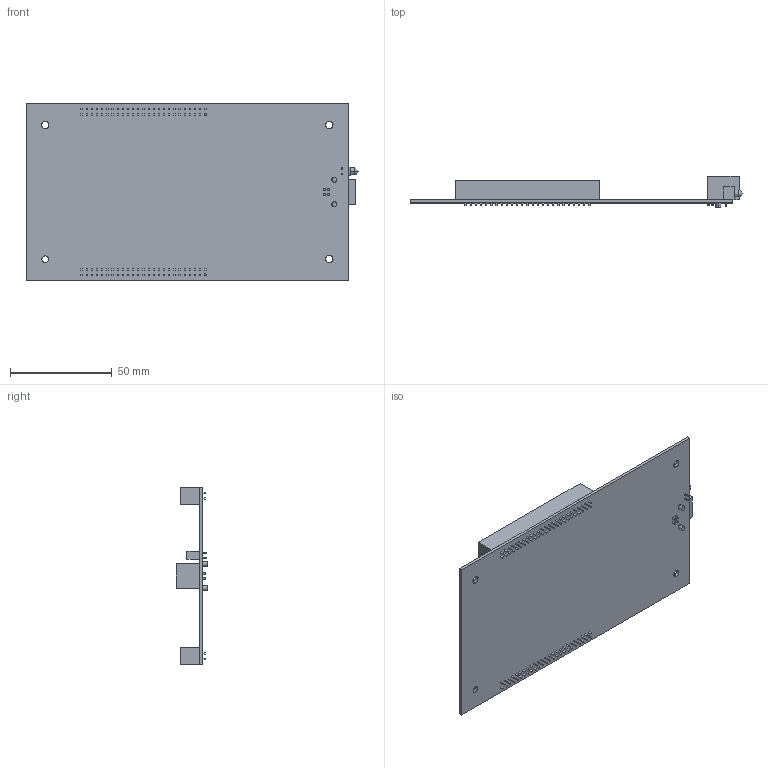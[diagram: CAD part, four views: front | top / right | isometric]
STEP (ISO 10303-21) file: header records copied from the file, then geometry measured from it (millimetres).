
FILE_DESCRIPTION((''),'2;1');
FILE_NAME('CU_USB_OEM_6212','2011-08-15T',('dkendric'),(''),'PRO/ENGINEER BY PARAMETRIC TECHNOLOGY CORPORATION, 2010230','PRO/ENGINEER BY PARAMETRIC TECHNOLOGY CORPORATION, 2010230','');
FILE_SCHEMA(('CONFIG_CONTROL_DESIGN'));
Length unit declared in the file: inch
Products named in the file (1): CU_USB_OEM_6212
Bounding box: 163.35 x 15.42 x 87.43 mm (x, y, z)
Volume: 30309.1 mm3; surface area: 36776.3 mm2
Topology: 1 solids, 1 shells, 1140 faces, 2760 edges, 1833 vertices
Faces by surface type: plane 1088, cylinder 50, sphere 2
Entity records: 32700 total; most frequent: CARTESIAN_POINT 5731, ORIENTED_EDGE 5516, DIRECTION 5148, EDGE_CURVE 2758, VECTOR 2648, LINE 2648, VERTEX_POINT 1833, EDGE_LOOP 1365
